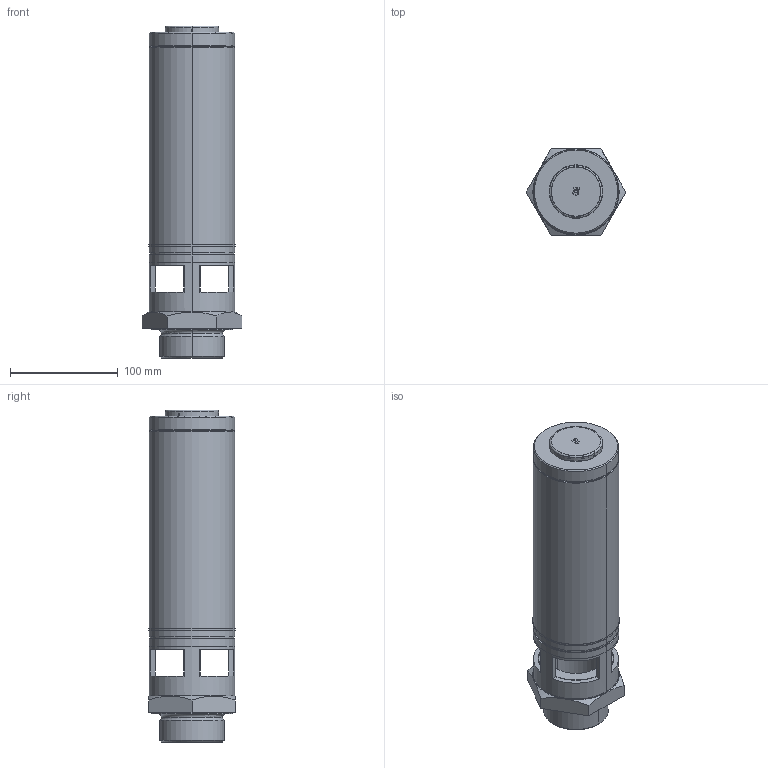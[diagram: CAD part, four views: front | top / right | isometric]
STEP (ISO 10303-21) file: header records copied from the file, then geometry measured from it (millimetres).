
FILE_DESCRIPTION(('HOOPS Exchange Step'),'2;1');
FILE_NAME('SV02_DN50.stp','2026-01-09T16:03:21+01:00',('nieru'),('Unknown organisation'),'HOOPS Exchange 2024.2','HOOPS Exchange','Unknown authorisation');
FILE_SCHEMA( ('AP203_CONFIGURATION_CONTROLLED_3D_DESIGN_OF_MECHANICAL_PARTS_AND_ASSEMBLIES_MIM_LF') );
Length unit declared in the file: millimetre
Products named in the file (2): 0; root
Assembly tree (1 placements, depth 2):
  root
    0
Bounding box: 92.38 x 80 x 307.6 mm (x, y, z)
Volume: 448732.6 mm3; surface area: 167584.3 mm2
Topology: 4 solids, 4 shells, 210 faces, 481 edges, 306 vertices
Faces by surface type: plane 70, cylinder 62, cone 36, torus 16, bspline 14, sphere 12
Entity records: 7841 total; most frequent: CARTESIAN_POINT 2956, DIRECTION 1011, ORIENTED_EDGE 962, EDGE_CURVE 481, AXIS2_PLACEMENT_3D 411, VERTEX_POINT 306, EDGE_LOOP 251, FACE_BOUND 251
